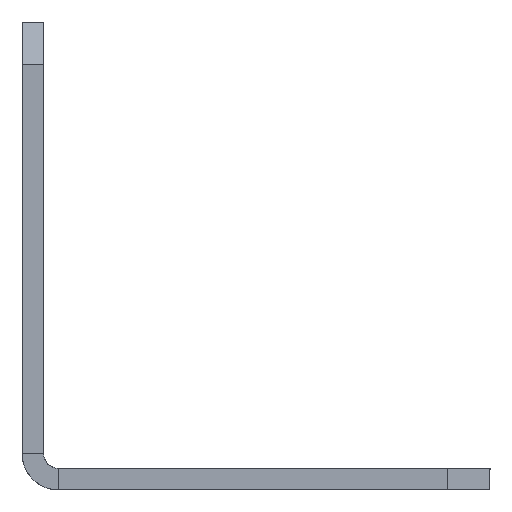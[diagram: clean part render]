
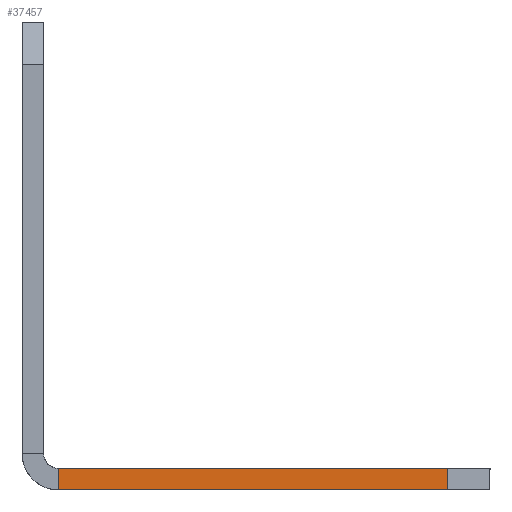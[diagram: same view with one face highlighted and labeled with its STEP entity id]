
A CAD part, left-side view. The second image highlights one B-rep face of the part: STEP entity #37457.
In plain terms, the highlighted planar face has unit normal (-1, 0, 0).
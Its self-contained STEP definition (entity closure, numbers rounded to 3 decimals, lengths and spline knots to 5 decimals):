
#5548=PLANE('',#40918);
#6641=FACE_OUTER_BOUND('',#8835,.T.);
#8835=EDGE_LOOP('',(#31409,#31410,#31411,#31412));
#10321=LINE('',#54808,#13937);
#10768=LINE('',#56534,#14384);
#11211=LINE('',#58250,#14827);
#12560=LINE('',#62598,#16176);
#13937=VECTOR('',#42977,0.832);
#14384=VECTOR('',#44258,0.832);
#14827=VECTOR('',#45537,0.046);
#16176=VECTOR('',#49060,0.046);
#17523=VERTEX_POINT('',#54739);
#17525=VERTEX_POINT('',#54745);
#17554=VERTEX_POINT('',#54807);
#18416=VERTEX_POINT('',#56532);
#21103=EDGE_CURVE('',#17523,#17554,#10321,.T.);
#21966=EDGE_CURVE('',#17525,#18416,#10768,.T.);
#22825=EDGE_CURVE('',#17523,#17525,#11211,.T.);
#25019=EDGE_CURVE('',#18416,#17554,#12560,.T.);
#31409=ORIENTED_EDGE('',*,*,#21966,.T.);
#31410=ORIENTED_EDGE('',*,*,#25019,.T.);
#31411=ORIENTED_EDGE('',*,*,#21103,.F.);
#31412=ORIENTED_EDGE('',*,*,#22825,.T.);
#37457=ADVANCED_FACE('',(#6641),#5548,.T.);
#40918=AXIS2_PLACEMENT_3D('',#62908,#49439,#49440);
#42977=DIRECTION('',(0.,-1.,0.));
#44258=DIRECTION('',(0.,-1.,0.));
#45537=DIRECTION('',(0.,0.,-1.));
#49060=DIRECTION('',(0.,0.,1.));
#49439=DIRECTION('center_axis',(-1.,0.,0.));
#49440=DIRECTION('ref_axis',(0.,0.,1.));
#54739=CARTESIAN_POINT('',(-15.30249,-0.032,-2.79968));
#54745=CARTESIAN_POINT('',(-15.30249,-0.032,-2.84568));
#54807=CARTESIAN_POINT('',(-15.30249,-0.864,-2.79968));
#54808=CARTESIAN_POINT('',(-15.30249,-0.032,-2.79968));
#56532=CARTESIAN_POINT('',(-15.30249,-0.864,-2.84568));
#56534=CARTESIAN_POINT('',(-15.30249,-0.032,-2.84568));
#58250=CARTESIAN_POINT('',(-15.30249,-0.032,-2.79968));
#62598=CARTESIAN_POINT('',(-15.30249,-0.864,-2.84568));
#62908=CARTESIAN_POINT('Origin',(-15.30249,-0.954,-2.84568));
